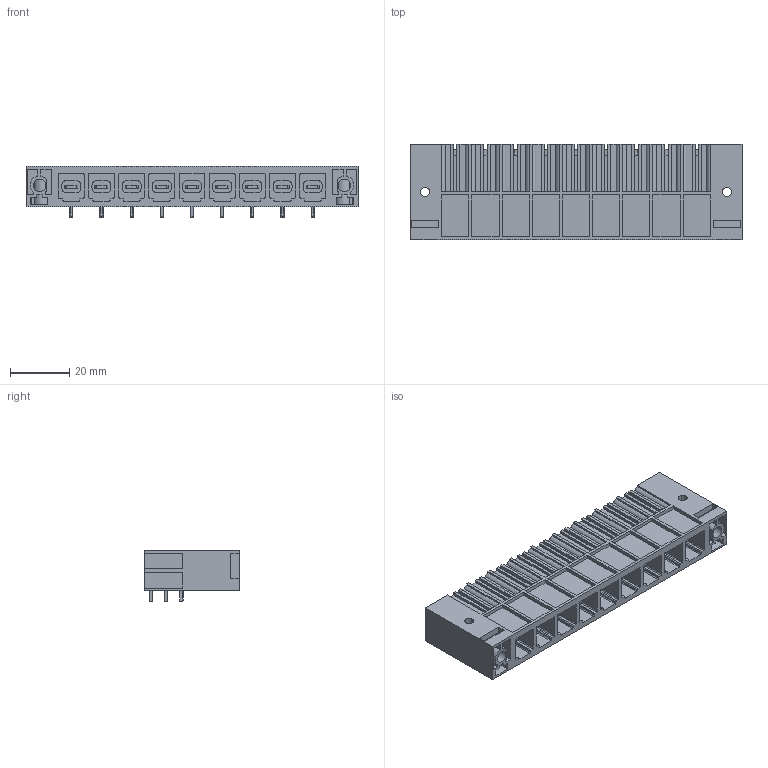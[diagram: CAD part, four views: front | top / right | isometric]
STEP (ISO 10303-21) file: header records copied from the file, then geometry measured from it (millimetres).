
FILE_DESCRIPTION(('CATIA V5 STEP Exchange','CAx-IF Rec.Pracs.--- Model Styling and Organization---1.2---2011-12-15'),'2;1');
FILE_NAME ('D1456699_0_1813800000_1813800000.stp','2018-11-29T13:41:02+00:00',('none'),('Weidmueller'),'CATIA Version 5-6 Release 2014','CATIA V5 STEP AP214','none');
FILE_SCHEMA(('AUTOMOTIVE_DESIGN { 1 0 10303 214 1 1 1 1 }'));
Length unit declared in the file: millimetre
Products named in the file (1): 1813800000
Bounding box: 111.76 x 32 x 17.2 mm (x, y, z)
Volume: 22458.7 mm3; surface area: 34701.9 mm2
Topology: 10 solids, 10 shells, 1475 faces, 4236 edges, 2824 vertices
Faces by surface type: plane 1243, cylinder 232
Entity records: 43460 total; most frequent: ORIENTED_EDGE 8472, CARTESIAN_POINT 8306, DIRECTION 5376, EDGE_CURVE 4236, VECTOR 3664, LINE 3664, VERTEX_POINT 2824, EDGE_LOOP 1548
